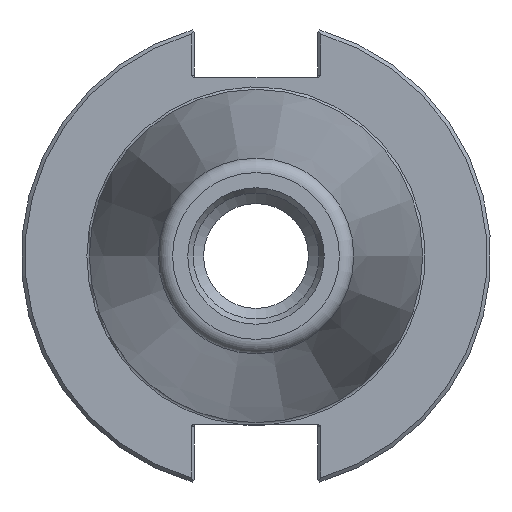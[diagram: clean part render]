
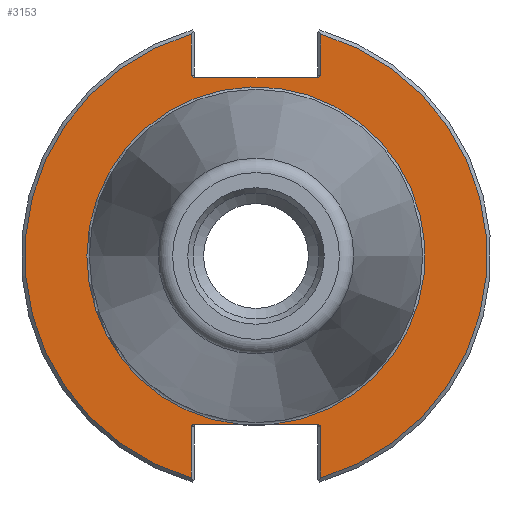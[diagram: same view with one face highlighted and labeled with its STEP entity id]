
A CAD part, left-side view. The second image highlights one B-rep face of the part: STEP entity #3153.
In plain terms, the highlighted planar face has unit normal (-1, 0, 0).
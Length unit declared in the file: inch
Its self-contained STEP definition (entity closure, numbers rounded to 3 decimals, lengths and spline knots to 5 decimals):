
#2508=CARTESIAN_POINT('',(0.125,-0.50422,1.472));
#2509=VERTEX_POINT('',#2508);
#2516=CARTESIAN_POINT('',(0.125,-0.5325,1.492));
#2517=VERTEX_POINT('',#2516);
#2518=CARTESIAN_POINT('',(0.125,-0.50422,1.492));
#2519=DIRECTION('',(-1.0,0.0,0.0));
#2520=DIRECTION('',(0.0,-1.0,0.0));
#2521=AXIS2_PLACEMENT_3D('',#2518,#2519,#2520);
#2522=ELLIPSE('',#2521,0.02828,0.02);
#2523=EDGE_CURVE('',#2509,#2517,#2522,.T.);
#2573=CARTESIAN_POINT('',(0.125,-0.5325,1.83167));
#2574=VERTEX_POINT('',#2573);
#2575=CARTESIAN_POINT('',(0.125,-0.5325,1.492));
#2576=DIRECTION('',(0.0,0.0,1.0));
#2577=VECTOR('',#2576,0.33967);
#2578=LINE('',#2575,#2577);
#2579=EDGE_CURVE('',#2517,#2574,#2578,.T.);
#2662=CARTESIAN_POINT('',(0.125,0.50422,-1.388));
#2663=VERTEX_POINT('',#2662);
#2670=CARTESIAN_POINT('',(0.125,0.5325,-1.408));
#2671=VERTEX_POINT('',#2670);
#2672=CARTESIAN_POINT('',(0.125,0.50422,-1.408));
#2673=DIRECTION('',(-1.0,0.0,0.0));
#2674=DIRECTION('',(0.0,1.0,0.0));
#2675=AXIS2_PLACEMENT_3D('',#2672,#2673,#2674);
#2676=ELLIPSE('',#2675,0.02828,0.02);
#2677=EDGE_CURVE('',#2663,#2671,#2676,.T.);
#2727=CARTESIAN_POINT('',(0.125,0.5325,-1.83167));
#2728=VERTEX_POINT('',#2727);
#2729=CARTESIAN_POINT('',(0.125,0.5325,-1.408));
#2730=DIRECTION('',(0.0,0.0,-1.0));
#2731=VECTOR('',#2730,0.42367);
#2732=LINE('',#2729,#2731);
#2733=EDGE_CURVE('',#2671,#2728,#2732,.T.);
#2758=CARTESIAN_POINT('',(0.125,-0.5325,-1.408));
#2759=VERTEX_POINT('',#2758);
#2760=CARTESIAN_POINT('',(0.125,-0.50422,-1.388));
#2761=VERTEX_POINT('',#2760);
#2762=CARTESIAN_POINT('',(0.125,-0.50422,-1.408));
#2763=DIRECTION('',(-1.0,0.0,0.0));
#2764=DIRECTION('',(0.0,-1.0,0.0));
#2765=AXIS2_PLACEMENT_3D('',#2762,#2763,#2764);
#2766=ELLIPSE('',#2765,0.02828,0.02);
#2767=EDGE_CURVE('',#2759,#2761,#2766,.T.);
#2865=CARTESIAN_POINT('',(0.125,-0.5325,-1.83167));
#2866=VERTEX_POINT('',#2865);
#2873=CARTESIAN_POINT('',(0.125,-0.5325,-1.83167));
#2874=DIRECTION('',(0.0,0.0,1.0));
#2875=VECTOR('',#2874,0.42367);
#2876=LINE('',#2873,#2875);
#2877=EDGE_CURVE('',#2866,#2759,#2876,.T.);
#2919=CARTESIAN_POINT('',(0.125,0.5325,1.492));
#2920=VERTEX_POINT('',#2919);
#2927=CARTESIAN_POINT('',(0.125,0.50422,1.472));
#2928=VERTEX_POINT('',#2927);
#2929=CARTESIAN_POINT('',(0.125,0.50422,1.492));
#2930=DIRECTION('',(-1.0,0.0,0.0));
#2931=DIRECTION('',(0.0,1.0,0.0));
#2932=AXIS2_PLACEMENT_3D('',#2929,#2930,#2931);
#2933=ELLIPSE('',#2932,0.02828,0.02);
#2934=EDGE_CURVE('',#2920,#2928,#2933,.T.);
#3019=CARTESIAN_POINT('',(0.125,0.5325,1.83167));
#3020=VERTEX_POINT('',#3019);
#3027=CARTESIAN_POINT('',(0.125,0.5325,1.83167));
#3028=DIRECTION('',(0.0,0.0,-1.0));
#3029=VECTOR('',#3028,0.33967);
#3030=LINE('',#3027,#3029);
#3031=EDGE_CURVE('',#3020,#2920,#3030,.T.);
#3066=CARTESIAN_POINT('',(0.125,-0.13957,-1.388));
#3067=VERTEX_POINT('',#3066);
#3068=CARTESIAN_POINT('',(0.125,0.13957,-1.388));
#3069=VERTEX_POINT('',#3068);
#3084=CARTESIAN_POINT('',(0.125,0.0,0.0));
#3085=DIRECTION('',(-1.0,0.0,0.0));
#3086=DIRECTION('',(0.0,-1.0,0.0));
#3087=AXIS2_PLACEMENT_3D('',#3084,#3085,#3086);
#3088=CIRCLE('',#3087,1.395);
#3089=EDGE_CURVE('',#3067,#3069,#3088,.T.);
#3105=CARTESIAN_POINT('',(0.125,1.65625,0.0));
#3106=DIRECTION('',(-1.0,0.0,0.0));
#3107=DIRECTION('',(0.0,0.0,1.0));
#3108=AXIS2_PLACEMENT_3D('',#3105,#3106,#3107);
#3109=PLANE('',#3108);
#3110=ORIENTED_EDGE('',*,*,#3089,.F.);
#3111=CARTESIAN_POINT('',(0.125,-0.50422,-1.388));
#3112=DIRECTION('',(0.0,1.0,0.0));
#3113=VECTOR('',#3112,0.36464);
#3114=LINE('',#3111,#3113);
#3115=EDGE_CURVE('',#2761,#3067,#3114,.T.);
#3116=ORIENTED_EDGE('',*,*,#3115,.F.);
#3117=ORIENTED_EDGE('',*,*,#2767,.F.);
#3118=ORIENTED_EDGE('',*,*,#2877,.F.);
#3119=CARTESIAN_POINT('',(0.125,0.0,0.0));
#3120=DIRECTION('',(1.0,0.0,0.0));
#3121=DIRECTION('',(0.0,-1.0,0.0));
#3122=AXIS2_PLACEMENT_3D('',#3119,#3120,#3121);
#3123=CIRCLE('',#3122,1.9075);
#3124=EDGE_CURVE('',#2574,#2866,#3123,.T.);
#3125=ORIENTED_EDGE('',*,*,#3124,.F.);
#3126=ORIENTED_EDGE('',*,*,#2579,.F.);
#3127=ORIENTED_EDGE('',*,*,#2523,.F.);
#3128=CARTESIAN_POINT('',(0.125,0.50422,1.472));
#3129=DIRECTION('',(0.0,-1.0,0.0));
#3130=VECTOR('',#3129,1.00843);
#3131=LINE('',#3128,#3130);
#3132=EDGE_CURVE('',#2928,#2509,#3131,.T.);
#3133=ORIENTED_EDGE('',*,*,#3132,.F.);
#3134=ORIENTED_EDGE('',*,*,#2934,.F.);
#3135=ORIENTED_EDGE('',*,*,#3031,.F.);
#3136=CARTESIAN_POINT('',(0.125,0.0,0.0));
#3137=DIRECTION('',(1.0,0.0,0.0));
#3138=DIRECTION('',(0.0,1.0,0.0));
#3139=AXIS2_PLACEMENT_3D('',#3136,#3137,#3138);
#3140=CIRCLE('',#3139,1.9075);
#3141=EDGE_CURVE('',#2728,#3020,#3140,.T.);
#3142=ORIENTED_EDGE('',*,*,#3141,.F.);
#3143=ORIENTED_EDGE('',*,*,#2733,.F.);
#3144=ORIENTED_EDGE('',*,*,#2677,.F.);
#3145=CARTESIAN_POINT('',(0.125,0.13957,-1.388));
#3146=DIRECTION('',(0.0,1.0,0.0));
#3147=VECTOR('',#3146,0.36464);
#3148=LINE('',#3145,#3147);
#3149=EDGE_CURVE('',#3069,#2663,#3148,.T.);
#3150=ORIENTED_EDGE('',*,*,#3149,.F.);
#3151=EDGE_LOOP('',(#3110,#3116,#3117,#3118,#3125,#3126,#3127,#3133,#3134,#3135,#3142,#3143,#3144,#3150));
#3152=FACE_OUTER_BOUND('',#3151,.T.);
#3153=ADVANCED_FACE('',(#3152),#3109,.T.);
